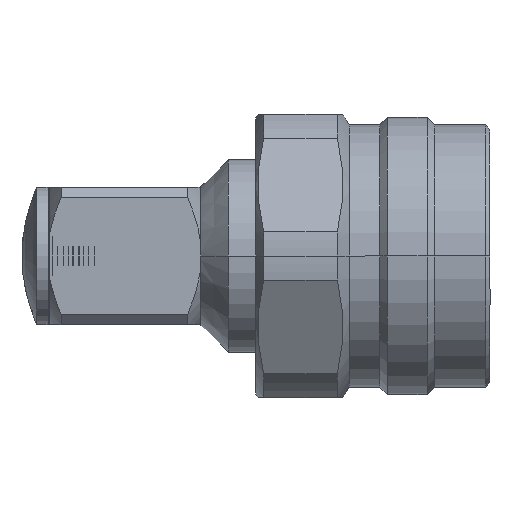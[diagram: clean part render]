
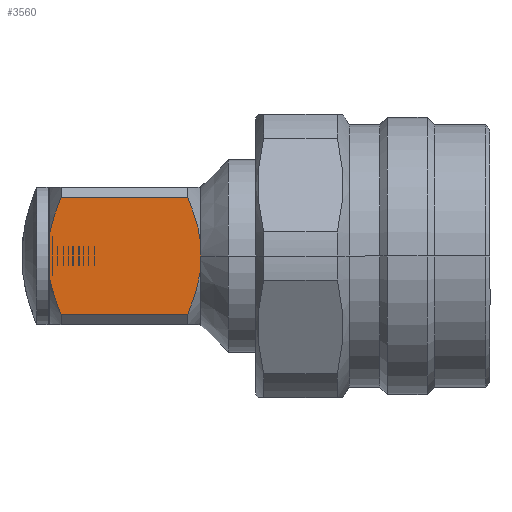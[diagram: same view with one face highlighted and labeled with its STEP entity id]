
A CAD part, left-side view. The second image highlights one B-rep face of the part: STEP entity #3560.
In plain terms, the highlighted planar face has unit normal (-1, 0, 0).
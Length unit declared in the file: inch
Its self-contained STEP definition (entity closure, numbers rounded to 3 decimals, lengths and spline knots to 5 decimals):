
#100 = CARTESIAN_POINT ( 'NONE',  ( -0.19708, -1.2503, -0.09591 ) ) ;
#275 = AXIS2_PLACEMENT_3D ( 'NONE', #11809, #6119, #3578 ) ;
#501 = VERTEX_POINT ( 'NONE', #3122 ) ;
#649 = VERTEX_POINT ( 'NONE', #6466 ) ;
#943 = DIRECTION ( 'NONE',  ( 0., -1., 0. ) ) ;
#976 = ORIENTED_EDGE ( 'NONE', *, *, #8338, .T. ) ;
#998 = CARTESIAN_POINT ( 'NONE',  ( -0.19708, -1.23879, -0.13187 ) ) ;
#1013 = VECTOR ( 'NONE', #10689, 39.37008 ) ;
#1172 = VERTEX_POINT ( 'NONE', #8124 ) ;
#1359 = CARTESIAN_POINT ( 'NONE',  ( -0.19708, -0.82583, 0.03881 ) ) ;
#1364 = ORIENTED_EDGE ( 'NONE', *, *, #9755, .T. ) ;
#1643 = LINE ( 'NONE', #7857, #5311 ) ;
#1722 = CARTESIAN_POINT ( 'NONE',  ( -0.19708, -1.22466, 0.16685 ) ) ;
#1723 = CARTESIAN_POINT ( 'NONE',  ( -0.19708, -1.25055, 0.0959 ) ) ;
#2119 = EDGE_CURVE ( 'NONE', #1172, #7386, #3854, .T. ) ;
#2295 = CARTESIAN_POINT ( 'NONE',  ( -0.19708, -0.82583, 0.19685 ) ) ;
#2341 = CARTESIAN_POINT ( 'NONE',  ( -0.19708, -0.83375, 0.08291 ) ) ;
#2375 = ORIENTED_EDGE ( 'NONE', *, *, #9868, .T. ) ;
#2517 = ORIENTED_EDGE ( 'NONE', *, *, #2119, .T. ) ;
#2585 = VERTEX_POINT ( 'NONE', #6381 ) ;
#2647 = CARTESIAN_POINT ( 'NONE',  ( -0.19708, -0.82924, -0.06106 ) ) ;
#2782 = EDGE_CURVE ( 'NONE', #9738, #8911, #9361, .T. ) ;
#2831 = ORIENTED_EDGE ( 'NONE', *, *, #5499, .F. ) ;
#3064 = CARTESIAN_POINT ( 'NONE',  ( -0.19708, -0.84678, 0.12553 ) ) ;
#3111 = CARTESIAN_POINT ( 'NONE',  ( -0.19708, -1.259, -0.05895 ) ) ;
#3122 = CARTESIAN_POINT ( 'NONE',  ( -0.19708, -0.82583, -0.0128 ) ) ;
#3310 = ORIENTED_EDGE ( 'NONE', *, *, #5318, .T. ) ;
#3560 = ADVANCED_FACE ( 'NONE', ( #5209 ), #8203, .F. ) ;
#3578 = DIRECTION ( 'NONE',  ( 0., 1., 0. ) ) ;
#3629 = B_SPLINE_CURVE_WITH_KNOTS ( 'NONE', 3,
 ( #9721, #4506, #1723, #8925, #5226, #7029 ),
 .UNSPECIFIED., .F., .F.,
 ( 4, 2, 4 ),
 ( 0.01362, 0.01507, 0.01652 ),
 .UNSPECIFIED. ) ;
#3779 = CARTESIAN_POINT ( 'NONE',  ( -0.19708, -1.25512, -0.07758 ) ) ;
#3854 = B_SPLINE_CURVE_WITH_KNOTS ( 'NONE', 3,
 ( #9231, #8335, #998, #4684, #100, #3779, #11334, #3111 ),
 .UNSPECIFIED., .F., .F.,
 ( 4, 2, 2, 4 ),
 ( 0.00772, 0.00916, 0.00988, 0.0106 ),
 .UNSPECIFIED. ) ;
#3988 = B_SPLINE_CURVE_WITH_KNOTS ( 'NONE', 3,
 ( #10921, #11706, #2647, #6307, #8986, #8283, #4450, #8225 ),
 .UNSPECIFIED., .F., .F.,
 ( 4, 2, 2, 4 ),
 ( 0.01311, 0.01397, 0.01482, 0.01652 ),
 .UNSPECIFIED. ) ;
#4450 = CARTESIAN_POINT ( 'NONE',  ( -0.19708, -0.85466, -0.1463 ) ) ;
#4506 = CARTESIAN_POINT ( 'NONE',  ( -0.19708, -1.25549, 0.07766 ) ) ;
#4641 = VECTOR ( 'NONE', #943, 39.37008 ) ;
#4673 = VERTEX_POINT ( 'NONE', #5242 ) ;
#4684 = CARTESIAN_POINT ( 'NONE',  ( -0.19708, -1.24759, -0.10496 ) ) ;
#4752 = DIRECTION ( 'NONE',  ( 0., 1., 0. ) ) ;
#5046 = EDGE_CURVE ( 'NONE', #9800, #9738, #3629, .T. ) ;
#5173 = LINE ( 'NONE', #6144, #1013 ) ;
#5209 = FACE_OUTER_BOUND ( 'NONE', #11254, .T. ) ;
#5226 = CARTESIAN_POINT ( 'NONE',  ( -0.19708, -1.23203, 0.14941 ) ) ;
#5242 = CARTESIAN_POINT ( 'NONE',  ( -0.19708, -0.82583, 0.0128 ) ) ;
#5311 = VECTOR ( 'NONE', #7909, 39.37008 ) ;
#5318 = EDGE_CURVE ( 'NONE', #8911, #649, #9056, .T. ) ;
#5499 = EDGE_CURVE ( 'NONE', #9800, #7386, #1643, .T. ) ;
#5758 = ORIENTED_EDGE ( 'NONE', *, *, #5046, .T. ) ;
#5995 = CARTESIAN_POINT ( 'NONE',  ( -0.19708, -0.86334, 0.16685 ) ) ;
#6020 = ORIENTED_EDGE ( 'NONE', *, *, #10731, .T. ) ;
#6075 = DIRECTION ( 'NONE',  ( 0., 0., -1. ) ) ;
#6119 = DIRECTION ( 'NONE',  ( 1., 0., 0. ) ) ;
#6144 = CARTESIAN_POINT ( 'NONE',  ( -0.19708, -0.82583, 0.19685 ) ) ;
#6307 = CARTESIAN_POINT ( 'NONE',  ( -0.19708, -0.83412, -0.08286 ) ) ;
#6381 = CARTESIAN_POINT ( 'NONE',  ( -0.19708, -0.86334, -0.16685 ) ) ;
#6466 = CARTESIAN_POINT ( 'NONE',  ( -0.19708, -0.82583, 0.03881 ) ) ;
#6729 = CARTESIAN_POINT ( 'NONE',  ( -0.19708, -1.259, 0.16685 ) ) ;
#6792 = DIRECTION ( 'NONE',  ( 0., 0., -1. ) ) ;
#6913 = VECTOR ( 'NONE', #6075, 39.37008 ) ;
#7029 = CARTESIAN_POINT ( 'NONE',  ( -0.19708, -1.22466, 0.16685 ) ) ;
#7046 = CARTESIAN_POINT ( 'NONE',  ( -0.19708, -1.259, -0.05895 ) ) ;
#7198 = CARTESIAN_POINT ( 'NONE',  ( -0.19708, -1.259, 0.05895 ) ) ;
#7355 = CARTESIAN_POINT ( 'NONE',  ( -0.19708, -0.82583, 0.19685 ) ) ;
#7386 = VERTEX_POINT ( 'NONE', #7046 ) ;
#7417 = LINE ( 'NONE', #7355, #9057 ) ;
#7504 = LINE ( 'NONE', #9173, #4641 ) ;
#7686 = CARTESIAN_POINT ( 'NONE',  ( -0.19708, -0.82862, 0.06086 ) ) ;
#7857 = CARTESIAN_POINT ( 'NONE',  ( -0.19708, -1.259, 0.19685 ) ) ;
#7909 = DIRECTION ( 'NONE',  ( 0., 0., -1. ) ) ;
#7959 = VERTEX_POINT ( 'NONE', #9287 ) ;
#8124 = CARTESIAN_POINT ( 'NONE',  ( -0.19708, -1.22466, -0.16685 ) ) ;
#8203 = PLANE ( 'NONE',  #275 ) ;
#8225 = CARTESIAN_POINT ( 'NONE',  ( -0.19708, -0.86334, -0.16685 ) ) ;
#8283 = CARTESIAN_POINT ( 'NONE',  ( -0.19708, -0.84677, -0.1255 ) ) ;
#8335 = CARTESIAN_POINT ( 'NONE',  ( -0.19708, -1.23201, -0.14946 ) ) ;
#8338 = EDGE_CURVE ( 'NONE', #649, #4673, #10623, .T. ) ;
#8911 = VERTEX_POINT ( 'NONE', #5995 ) ;
#8925 = CARTESIAN_POINT ( 'NONE',  ( -0.19708, -1.23882, 0.13178 ) ) ;
#8986 = CARTESIAN_POINT ( 'NONE',  ( -0.19708, -0.83702, -0.0936 ) ) ;
#9056 = B_SPLINE_CURVE_WITH_KNOTS ( 'NONE', 3,
 ( #10499, #11344, #3064, #2341, #7686, #1359 ),
 .UNSPECIFIED., .F., .F.,
 ( 4, 2, 4 ),
 ( 0.00773, 0.00943, 0.01113 ),
 .UNSPECIFIED. ) ;
#9057 = VECTOR ( 'NONE', #6792, 39.37008 ) ;
#9173 = CARTESIAN_POINT ( 'NONE',  ( -0.19708, -1.21137, -0.16685 ) ) ;
#9231 = CARTESIAN_POINT ( 'NONE',  ( -0.19708, -1.22466, -0.16685 ) ) ;
#9287 = CARTESIAN_POINT ( 'NONE',  ( -0.19708, -0.82583, -0.03881 ) ) ;
#9361 = LINE ( 'NONE', #6729, #11796 ) ;
#9721 = CARTESIAN_POINT ( 'NONE',  ( -0.19708, -1.259, 0.05895 ) ) ;
#9738 = VERTEX_POINT ( 'NONE', #1722 ) ;
#9755 = EDGE_CURVE ( 'NONE', #7959, #2585, #3988, .T. ) ;
#9800 = VERTEX_POINT ( 'NONE', #7198 ) ;
#9868 = EDGE_CURVE ( 'NONE', #2585, #1172, #7504, .T. ) ;
#10499 = CARTESIAN_POINT ( 'NONE',  ( -0.19708, -0.86334, 0.16685 ) ) ;
#10623 = LINE ( 'NONE', #2295, #6913 ) ;
#10627 = EDGE_CURVE ( 'NONE', #501, #7959, #7417, .T. ) ;
#10689 = DIRECTION ( 'NONE',  ( 0., 0., -1. ) ) ;
#10731 = EDGE_CURVE ( 'NONE', #4673, #501, #5173, .T. ) ;
#10853 = ORIENTED_EDGE ( 'NONE', *, *, #2782, .T. ) ;
#10921 = CARTESIAN_POINT ( 'NONE',  ( -0.19708, -0.82583, -0.03881 ) ) ;
#11016 = ORIENTED_EDGE ( 'NONE', *, *, #10627, .T. ) ;
#11254 = EDGE_LOOP ( 'NONE', ( #1364, #2375, #2517, #2831, #5758, #10853, #3310, #976, #6020, #11016 ) ) ;
#11334 = CARTESIAN_POINT ( 'NONE',  ( -0.19708, -1.25725, -0.06828 ) ) ;
#11344 = CARTESIAN_POINT ( 'NONE',  ( -0.19708, -0.85467, 0.14634 ) ) ;
#11706 = CARTESIAN_POINT ( 'NONE',  ( -0.19708, -0.82724, -0.04996 ) ) ;
#11796 = VECTOR ( 'NONE', #4752, 39.37008 ) ;
#11809 = CARTESIAN_POINT ( 'NONE',  ( -0.19708, -1.259, 0.19685 ) ) ;
